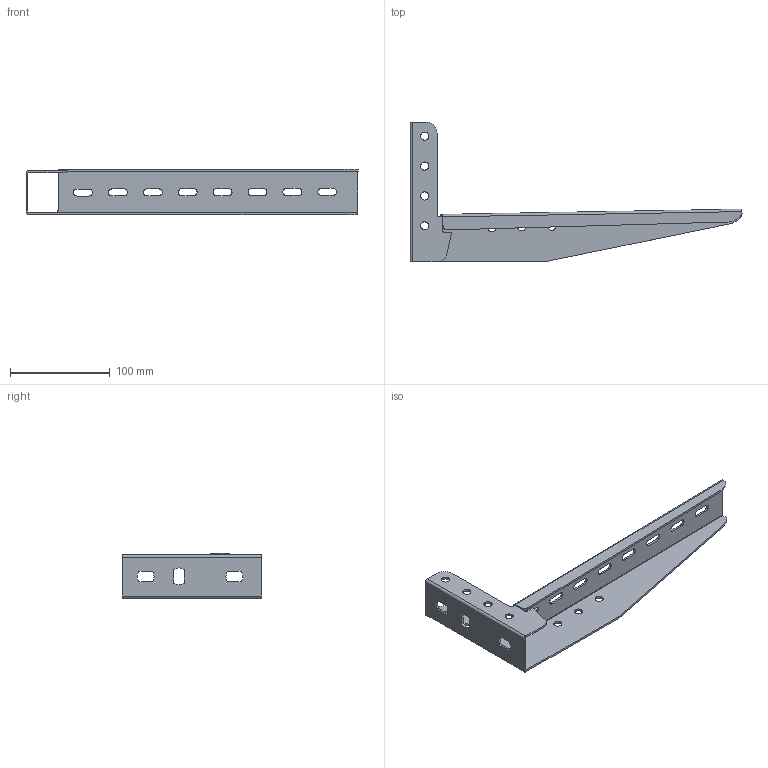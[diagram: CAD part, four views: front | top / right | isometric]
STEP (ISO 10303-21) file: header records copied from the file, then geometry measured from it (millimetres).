
FILE_DESCRIPTION (( 'STEP AP203' ), '1' );
FILE_NAME ('Êîíñîëü ML_BBL5030.STEP', '2012-11-20T08:31:08', ( 'Àñååâ' ), ( '' ), 'SwSTEP 2.0', 'SolidWorks 2012', '' );
FILE_SCHEMA (( 'CONFIG_CONTROL_DESIGN' ));
Length unit declared in the file: millimetre
Products named in the file (1): Êîíñîëü ML_BBL5030
Bounding box: 332.92 x 140 x 45.13 mm (x, y, z)
Volume: 77517.9 mm3; surface area: 81427.6 mm2
Topology: 1 solids, 1 shells, 113 faces, 301 edges, 190 vertices
Faces by surface type: plane 55, cylinder 54, bspline 4
Full cylindrical faces by diameter (mm): 8.2 x11
Entity records: 3847 total; most frequent: CARTESIAN_POINT 900, ORIENTED_EDGE 580, DIRECTION 578, EDGE_CURVE 290, AXIS2_PLACEMENT_3D 202, VERTEX_POINT 190, VECTOR 174, LINE 174
